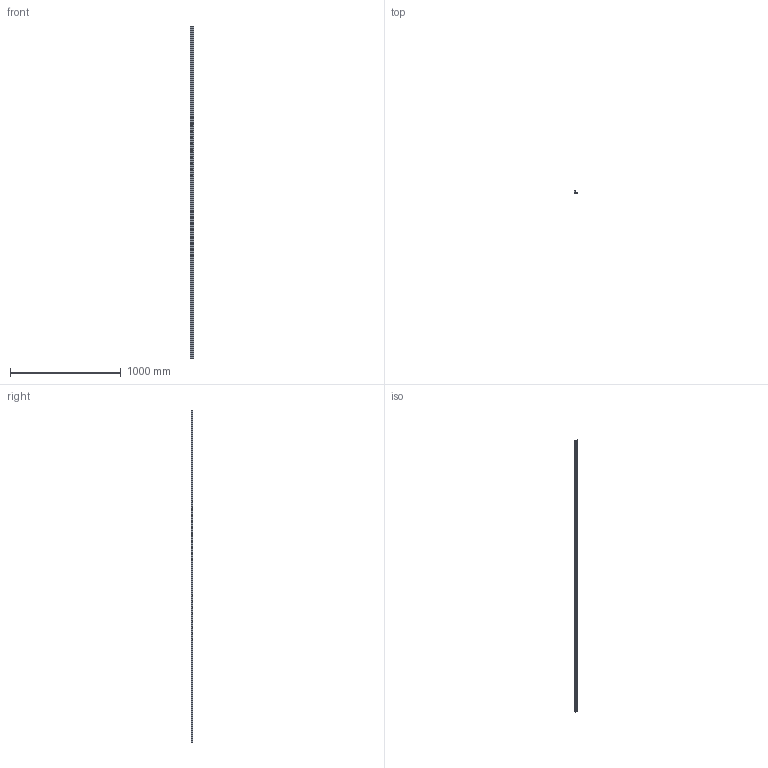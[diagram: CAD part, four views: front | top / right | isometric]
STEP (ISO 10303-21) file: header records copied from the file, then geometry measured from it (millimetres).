
FILE_DESCRIPTION (( 'STEP AP203' ), '1' );
FILE_NAME ('A05-6.STEP', '2018-04-04T11:39:08', ( 'User2' ), ( '' ), 'SwSTEP 2.0', 'SolidWorks 2007', '' );
FILE_SCHEMA (( 'CONFIG_CONTROL_DESIGN' ));
Length unit declared in the file: millimetre
Products named in the file (1): A05-6
Bounding box: 29 x 16 x 3000 mm (x, y, z)
Volume: 328688.8 mm3; surface area: 354749.1 mm2
Topology: 1 solids, 1 shells, 30 faces, 84 edges, 56 vertices
Faces by surface type: plane 25, cylinder 5
Entity records: 1035 total; most frequent: CARTESIAN_POINT 171, ORIENTED_EDGE 168, DIRECTION 156, EDGE_CURVE 84, LINE 74, VECTOR 74, VERTEX_POINT 56, AXIS2_PLACEMENT_3D 41
